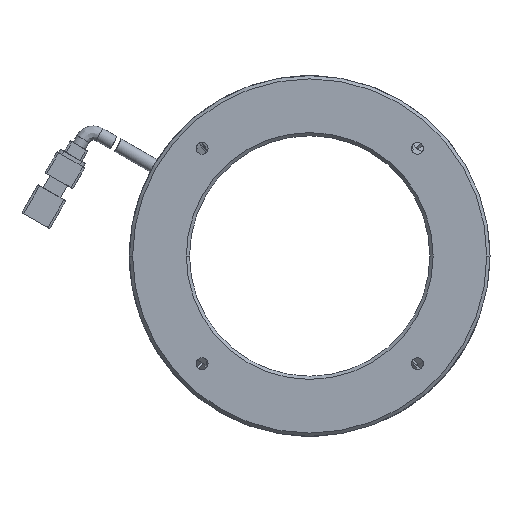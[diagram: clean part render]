
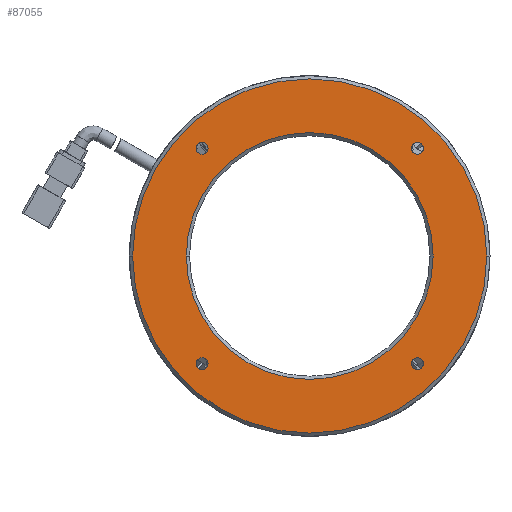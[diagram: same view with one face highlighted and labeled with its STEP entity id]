
A CAD part, front view. The second image highlights one B-rep face of the part: STEP entity #87055.
In plain terms, the highlighted planar face has unit normal (0, -1, 0).
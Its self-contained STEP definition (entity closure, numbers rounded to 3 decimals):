
#2153 = EDGE_CURVE ( 'NONE', #36018, #106096, #22758, .T. ) ;
#3859 = CIRCLE ( 'NONE', #85146, 30.8 ) ;
#4563 = VERTEX_POINT ( 'NONE', #27849 ) ;
#4574 = EDGE_CURVE ( 'NONE', #71994, #54111, #15710, .T. ) ;
#7006 = DIRECTION ( 'NONE',  ( 0., -1., 0. ) ) ;
#9770 = FACE_BOUND ( 'NONE', #38510, .T. ) ;
#11242 = CARTESIAN_POINT ( 'NONE',  ( 18.247, 4.974, -25.37 ) ) ;
#11546 = DIRECTION ( 'NONE',  ( 0., -1., 0. ) ) ;
#12382 = ORIENTED_EDGE ( 'NONE', *, *, #61724, .F. ) ;
#12637 = ORIENTED_EDGE ( 'NONE', *, *, #18703, .F. ) ;
#15229 = CARTESIAN_POINT ( 'NONE',  ( 18.247, 4.974, -26.87 ) ) ;
#15710 = CIRCLE ( 'NONE', #40006, 30.8 ) ;
#16689 = AXIS2_PLACEMENT_3D ( 'NONE', #37534, #105188, #47214 ) ;
#17022 = AXIS2_PLACEMENT_3D ( 'NONE', #88626, #30740, #98363 ) ;
#18703 = EDGE_CURVE ( 'NONE', #106096, #36018, #106198, .T. ) ;
#21392 = AXIS2_PLACEMENT_3D ( 'NONE', #86292, #28407, #96036 ) ;
#22758 = CIRCLE ( 'NONE', #105308, 1.5 ) ;
#24906 = DIRECTION ( 'NONE',  ( 0., 0., -1. ) ) ;
#26997 = CIRCLE ( 'NONE', #114714, 44.2 ) ;
#27849 = CARTESIAN_POINT ( 'NONE',  ( -35.493, 4.974, -28.37 ) ) ;
#28246 = CARTESIAN_POINT ( 'NONE',  ( -8.623, 4.974, 0. ) ) ;
#28407 = DIRECTION ( 'NONE',  ( 0., -1., 0. ) ) ;
#28891 = EDGE_CURVE ( 'NONE', #43924, #4563, #81773, .T. ) ;
#29578 = AXIS2_PLACEMENT_3D ( 'NONE', #89989, #32084, #99743 ) ;
#30240 = DIRECTION ( 'NONE',  ( 0., -1., 0. ) ) ;
#30740 = DIRECTION ( 'NONE',  ( 0., -1., 0. ) ) ;
#31910 = DIRECTION ( 'NONE',  ( 0., 1., 0. ) ) ;
#32084 = DIRECTION ( 'NONE',  ( 0., 1., 0. ) ) ;
#32221 = EDGE_LOOP ( 'NONE', ( #71608, #111864 ) ) ;
#32503 = FACE_BOUND ( 'NONE', #94398, .T. ) ;
#34286 = EDGE_LOOP ( 'NONE', ( #98032, #102535 ) ) ;
#35279 = EDGE_CURVE ( 'NONE', #47837, #48970, #75829, .T. ) ;
#35555 = FACE_OUTER_BOUND ( 'NONE', #103665, .T. ) ;
#36018 = VERTEX_POINT ( 'NONE', #48483 ) ;
#37534 = CARTESIAN_POINT ( 'NONE',  ( -35.493, 4.974, -26.87 ) ) ;
#37680 = EDGE_CURVE ( 'NONE', #4563, #43924, #71677, .T. ) ;
#38004 = CARTESIAN_POINT ( 'NONE',  ( -52.823, 4.974, 0. ) ) ;
#38036 = DIRECTION ( 'NONE',  ( 1., 0., 0. ) ) ;
#38510 = EDGE_LOOP ( 'NONE', ( #74157, #12637 ) ) ;
#38563 = CARTESIAN_POINT ( 'NONE',  ( 22.177, 4.974, 0. ) ) ;
#39383 = CARTESIAN_POINT ( 'NONE',  ( -39.423, 4.974, 0. ) ) ;
#40006 = AXIS2_PLACEMENT_3D ( 'NONE', #28246, #95884, #38036 ) ;
#41192 = ORIENTED_EDGE ( 'NONE', *, *, #92431, .F. ) ;
#43512 = CARTESIAN_POINT ( 'NONE',  ( -8.623, 4.974, 0. ) ) ;
#43924 = VERTEX_POINT ( 'NONE', #45246 ) ;
#44044 = CARTESIAN_POINT ( 'NONE',  ( 18.247, 4.974, 26.87 ) ) ;
#45042 = ORIENTED_EDGE ( 'NONE', *, *, #117507, .F. ) ;
#45246 = CARTESIAN_POINT ( 'NONE',  ( -35.493, 4.974, -25.37 ) ) ;
#46629 = CARTESIAN_POINT ( 'NONE',  ( 18.247, 4.974, -26.87 ) ) ;
#47214 = DIRECTION ( 'NONE',  ( 0., 0., -1. ) ) ;
#47639 = AXIS2_PLACEMENT_3D ( 'NONE', #88124, #30240, #97868 ) ;
#47837 = VERTEX_POINT ( 'NONE', #60376 ) ;
#48483 = CARTESIAN_POINT ( 'NONE',  ( 18.247, 4.974, -28.37 ) ) ;
#48815 = CIRCLE ( 'NONE', #47639, 1.5 ) ;
#48970 = VERTEX_POINT ( 'NONE', #81644 ) ;
#49497 = AXIS2_PLACEMENT_3D ( 'NONE', #46629, #114305, #56302 ) ;
#51546 = AXIS2_PLACEMENT_3D ( 'NONE', #89809, #31910, #99561 ) ;
#53208 = DIRECTION ( 'NONE',  ( -1., 0., 0. ) ) ;
#53720 = DIRECTION ( 'NONE',  ( 0., 0., -1. ) ) ;
#54111 = VERTEX_POINT ( 'NONE', #38563 ) ;
#54829 = EDGE_CURVE ( 'NONE', #48970, #47837, #88762, .T. ) ;
#56302 = DIRECTION ( 'NONE',  ( 0., 0., -1. ) ) ;
#58158 = FACE_BOUND ( 'NONE', #34286, .T. ) ;
#58345 = AXIS2_PLACEMENT_3D ( 'NONE', #69497, #11546, #79158 ) ;
#58884 = CIRCLE ( 'NONE', #58345, 1.5 ) ;
#60376 = CARTESIAN_POINT ( 'NONE',  ( 18.247, 4.974, 28.37 ) ) ;
#61724 = EDGE_CURVE ( 'NONE', #54111, #71994, #3859, .T. ) ;
#62067 = ORIENTED_EDGE ( 'NONE', *, *, #74458, .F. ) ;
#63393 = EDGE_CURVE ( 'NONE', #66878, #83200, #26997, .T. ) ;
#64918 = CARTESIAN_POINT ( 'NONE',  ( -8.623, 4.974, 0. ) ) ;
#66878 = VERTEX_POINT ( 'NONE', #38004 ) ;
#69497 = CARTESIAN_POINT ( 'NONE',  ( -35.493, 4.974, 26.87 ) ) ;
#71608 = ORIENTED_EDGE ( 'NONE', *, *, #54829, .F. ) ;
#71677 = CIRCLE ( 'NONE', #16689, 1.5 ) ;
#71994 = VERTEX_POINT ( 'NONE', #39383 ) ;
#74157 = ORIENTED_EDGE ( 'NONE', *, *, #2153, .F. ) ;
#74458 = EDGE_CURVE ( 'NONE', #91705, #75288, #48815, .T. ) ;
#74649 = DIRECTION ( 'NONE',  ( 1., 0., 0. ) ) ;
#75288 = VERTEX_POINT ( 'NONE', #123151 ) ;
#75829 = CIRCLE ( 'NONE', #120844, 1.5 ) ;
#79158 = DIRECTION ( 'NONE',  ( 0., 0., -1. ) ) ;
#81644 = CARTESIAN_POINT ( 'NONE',  ( 18.247, 4.974, 25.37 ) ) ;
#81773 = CIRCLE ( 'NONE', #21392, 1.5 ) ;
#82798 = DIRECTION ( 'NONE',  ( 0., -1., 0. ) ) ;
#83200 = VERTEX_POINT ( 'NONE', #96431 ) ;
#83859 = FACE_BOUND ( 'NONE', #95100, .T. ) ;
#85146 = AXIS2_PLACEMENT_3D ( 'NONE', #64918, #7006, #74649 ) ;
#86292 = CARTESIAN_POINT ( 'NONE',  ( -35.493, 4.974, -26.87 ) ) ;
#87055 = ADVANCED_FACE ( 'NONE', ( #58158, #9770, #109675, #83859, #32503, #35555 ), #108885, .F. ) ;
#88124 = CARTESIAN_POINT ( 'NONE',  ( -35.493, 4.974, 26.87 ) ) ;
#88626 = CARTESIAN_POINT ( 'NONE',  ( 18.247, 4.974, 26.87 ) ) ;
#88762 = CIRCLE ( 'NONE', #17022, 1.5 ) ;
#89809 = CARTESIAN_POINT ( 'NONE',  ( -47.191, 4.974, 0. ) ) ;
#89989 = CARTESIAN_POINT ( 'NONE',  ( -8.623, 4.974, 0. ) ) ;
#91705 = VERTEX_POINT ( 'NONE', #105837 ) ;
#92431 = EDGE_CURVE ( 'NONE', #83200, #66878, #106484, .T. ) ;
#94398 = EDGE_LOOP ( 'NONE', ( #12382, #116193 ) ) ;
#95100 = EDGE_LOOP ( 'NONE', ( #45042, #62067 ) ) ;
#95884 = DIRECTION ( 'NONE',  ( 0., -1., 0. ) ) ;
#96036 = DIRECTION ( 'NONE',  ( 0., 0., -1. ) ) ;
#96431 = CARTESIAN_POINT ( 'NONE',  ( 35.577, 4.974, 0. ) ) ;
#97868 = DIRECTION ( 'NONE',  ( 0., 0., -1. ) ) ;
#98032 = ORIENTED_EDGE ( 'NONE', *, *, #37680, .F. ) ;
#98363 = DIRECTION ( 'NONE',  ( 0., 0., -1. ) ) ;
#99561 = DIRECTION ( 'NONE',  ( 0., 0., 1. ) ) ;
#99743 = DIRECTION ( 'NONE',  ( -1., 0., 0. ) ) ;
#102535 = ORIENTED_EDGE ( 'NONE', *, *, #28891, .F. ) ;
#103665 = EDGE_LOOP ( 'NONE', ( #113738, #41192 ) ) ;
#105188 = DIRECTION ( 'NONE',  ( 0., -1., 0. ) ) ;
#105308 = AXIS2_PLACEMENT_3D ( 'NONE', #15229, #82798, #24906 ) ;
#105837 = CARTESIAN_POINT ( 'NONE',  ( -35.493, 4.974, 28.37 ) ) ;
#106096 = VERTEX_POINT ( 'NONE', #11242 ) ;
#106198 = CIRCLE ( 'NONE', #49497, 1.5 ) ;
#106484 = CIRCLE ( 'NONE', #29578, 44.2 ) ;
#108885 = PLANE ( 'NONE',  #51546 ) ;
#109675 = FACE_BOUND ( 'NONE', #32221, .T. ) ;
#111191 = DIRECTION ( 'NONE',  ( 0., 1., 0. ) ) ;
#111723 = DIRECTION ( 'NONE',  ( 0., -1., 0. ) ) ;
#111864 = ORIENTED_EDGE ( 'NONE', *, *, #35279, .F. ) ;
#113738 = ORIENTED_EDGE ( 'NONE', *, *, #63393, .F. ) ;
#114305 = DIRECTION ( 'NONE',  ( 0., -1., 0. ) ) ;
#114714 = AXIS2_PLACEMENT_3D ( 'NONE', #43512, #111191, #53208 ) ;
#116193 = ORIENTED_EDGE ( 'NONE', *, *, #4574, .F. ) ;
#117507 = EDGE_CURVE ( 'NONE', #75288, #91705, #58884, .T. ) ;
#120844 = AXIS2_PLACEMENT_3D ( 'NONE', #44044, #111723, #53720 ) ;
#123151 = CARTESIAN_POINT ( 'NONE',  ( -35.493, 4.974, 25.37 ) ) ;
